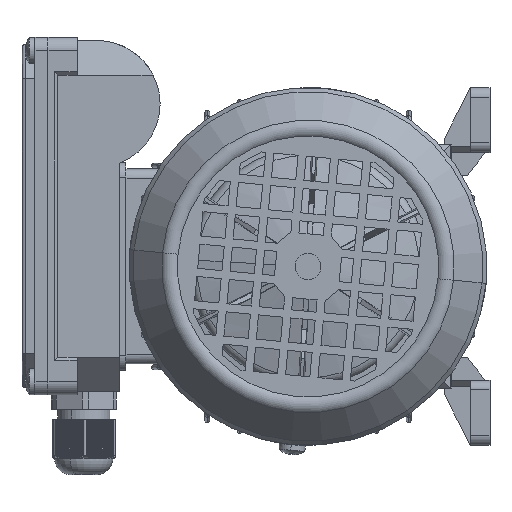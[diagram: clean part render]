
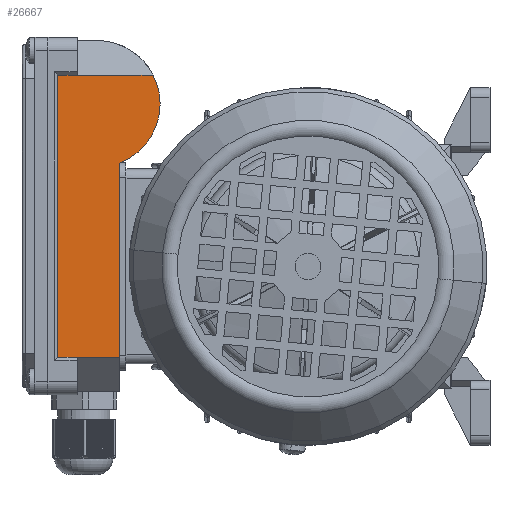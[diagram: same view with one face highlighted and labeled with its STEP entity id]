
A CAD part, left-side view. The second image highlights one B-rep face of the part: STEP entity #26667.
In plain terms, the highlighted face is planar.
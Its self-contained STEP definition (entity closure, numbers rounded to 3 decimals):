
#26142 = VERTEX_POINT ( 'NONE', #48956 ) ;
#26146 = EDGE_CURVE ( 'NONE', #26142, #26239, #48952, .T. ) ;
#26196 = EDGE_CURVE ( 'NONE', #26239, #26197, #49078, .T. ) ;
#26197 = VERTEX_POINT ( 'NONE', #49074 ) ;
#26199 = VERTEX_POINT ( 'NONE', #49070 ) ;
#26201 = EDGE_CURVE ( 'NONE', #26199, #26142, #49053, .T. ) ;
#26239 = VERTEX_POINT ( 'NONE', #49158 ) ;
#26372 = VERTEX_POINT ( 'NONE', #49426 ) ;
#26375 = EDGE_CURVE ( 'NONE', #26199, #26372, #49424, .T. ) ;
#26642 = ORIENTED_EDGE ( 'NONE', *, *, #26146, .F. ) ;
#26643 = ORIENTED_EDGE ( 'NONE', *, *, #26201, .F. ) ;
#26644 = ORIENTED_EDGE ( 'NONE', *, *, #26375, .T. ) ;
#26645 = ORIENTED_EDGE ( 'NONE', *, *, #26647, .T. ) ;
#26647 = EDGE_CURVE ( 'NONE', #26372, #26673, #50014, .T. ) ;
#26667 = ADVANCED_FACE ( 'NONE', ( #50097 ), #50094, .F. ) ;
#26669 = EDGE_LOOP ( 'NONE', ( #26671, #26675, #26766, #26769, #26642, #26643, #26644, #26645 ) ) ;
#26671 = ORIENTED_EDGE ( 'NONE', *, *, #26672, .T. ) ;
#26672 = EDGE_CURVE ( 'NONE', #26673, #26674, #50096, .T. ) ;
#26673 = VERTEX_POINT ( 'NONE', #50082 ) ;
#26674 = VERTEX_POINT ( 'NONE', #50080 ) ;
#26675 = ORIENTED_EDGE ( 'NONE', *, *, #26677, .T. ) ;
#26677 = EDGE_CURVE ( 'NONE', #26674, #26679, #50075, .T. ) ;
#26679 = VERTEX_POINT ( 'NONE', #50069 ) ;
#26766 = ORIENTED_EDGE ( 'NONE', *, *, #26767, .T. ) ;
#26767 = EDGE_CURVE ( 'NONE', #26679, #26197, #50235, .T. ) ;
#26769 = ORIENTED_EDGE ( 'NONE', *, *, #26196, .F. ) ;
#48946 = DIRECTION ( 'NONE',  ( 0., 0., -1. ) ) ;
#48947 = DIRECTION ( 'NONE',  ( 0., -1., 0. ) ) ;
#48949 = CARTESIAN_POINT ( 'NONE',  ( 34.5, 47., 16.5 ) ) ;
#48950 = AXIS2_PLACEMENT_3D ( 'NONE', #48949, #48947, #48946 ) ;
#48952 = CIRCLE ( 'NONE', #48950, 19.5 ) ;
#48956 = CARTESIAN_POINT ( 'NONE',  ( 34.5, 47., 36. ) ) ;
#49047 = DIRECTION ( 'NONE',  ( 0., 0., -1. ) ) ;
#49049 = DIRECTION ( 'NONE',  ( 0., -1., 0. ) ) ;
#49051 = AXIS2_PLACEMENT_3D ( 'NONE', #49068, #49049, #49047 ) ;
#49053 = CIRCLE ( 'NONE', #49051, 19.5 ) ;
#49068 = CARTESIAN_POINT ( 'NONE',  ( 34.5, 47., 16.5 ) ) ;
#49070 = CARTESIAN_POINT ( 'NONE',  ( 43.4, 47., 33.851 ) ) ;
#49074 = CARTESIAN_POINT ( 'NONE',  ( -43.4, 47., 23.5 ) ) ;
#49075 = DIRECTION ( 'NONE',  ( -1., 0., 0. ) ) ;
#49076 = VECTOR ( 'NONE', #49075, 1000. ) ;
#49077 = CARTESIAN_POINT ( 'NONE',  ( -54., 47., 23.5 ) ) ;
#49078 = LINE ( 'NONE', #49077, #49076 ) ;
#49158 = CARTESIAN_POINT ( 'NONE',  ( 16.3, 47., 23.5 ) ) ;
#49418 = DIRECTION ( 'NONE',  ( 0., 0., -1. ) ) ;
#49420 = VECTOR ( 'NONE', #49418, 1000. ) ;
#49422 = CARTESIAN_POINT ( 'NONE',  ( 43.4, 47., 42.396 ) ) ;
#49424 = LINE ( 'NONE', #49422, #49420 ) ;
#49426 = CARTESIAN_POINT ( 'NONE',  ( 43.4, 47., 10.5 ) ) ;
#50011 = DIRECTION ( 'NONE',  ( 0., 0., -1. ) ) ;
#50012 = VECTOR ( 'NONE', #50011, 1000. ) ;
#50013 = CARTESIAN_POINT ( 'NONE',  ( 43.4, 47., 42.396 ) ) ;
#50014 = LINE ( 'NONE', #50013, #50012 ) ;
#50069 = CARTESIAN_POINT ( 'NONE',  ( -43.4, 47., 10.5 ) ) ;
#50071 = DIRECTION ( 'NONE',  ( 0., 0., 1. ) ) ;
#50073 = VECTOR ( 'NONE', #50071, 1000. ) ;
#50074 = CARTESIAN_POINT ( 'NONE',  ( -43.4, 47., 42.396 ) ) ;
#50075 = LINE ( 'NONE', #50074, #50073 ) ;
#50080 = CARTESIAN_POINT ( 'NONE',  ( -43.4, 47., 4.5 ) ) ;
#50082 = CARTESIAN_POINT ( 'NONE',  ( 43.4, 47., 4.5 ) ) ;
#50083 = DIRECTION ( 'NONE',  ( -1., 0., 0. ) ) ;
#50084 = VECTOR ( 'NONE', #50083, 1000. ) ;
#50086 = CARTESIAN_POINT ( 'NONE',  ( 55., 47., 4.5 ) ) ;
#50087 = DIRECTION ( 'NONE',  ( 0., 0., -1. ) ) ;
#50089 = DIRECTION ( 'NONE',  ( 0., -1., 0. ) ) ;
#50091 = CARTESIAN_POINT ( 'NONE',  ( 55., 47., 42.396 ) ) ;
#50093 = AXIS2_PLACEMENT_3D ( 'NONE', #50091, #50089, #50087 ) ;
#50094 = PLANE ( 'NONE',  #50093 ) ;
#50096 = LINE ( 'NONE', #50086, #50084 ) ;
#50097 = FACE_OUTER_BOUND ( 'NONE', #26669, .T. ) ;
#50231 = DIRECTION ( 'NONE',  ( 0., 0., 1. ) ) ;
#50233 = VECTOR ( 'NONE', #50231, 1000. ) ;
#50234 = CARTESIAN_POINT ( 'NONE',  ( -43.4, 47., 42.396 ) ) ;
#50235 = LINE ( 'NONE', #50234, #50233 ) ;
